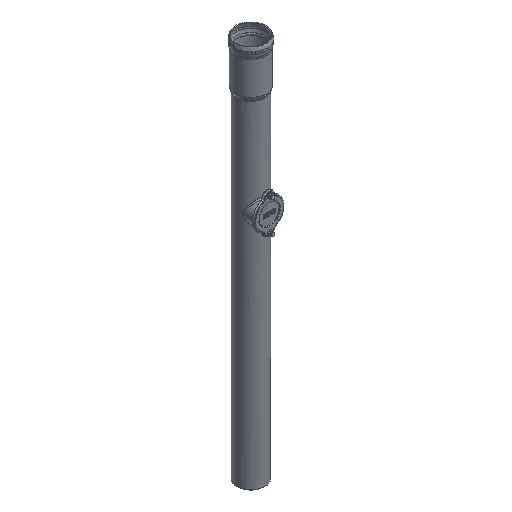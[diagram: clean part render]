
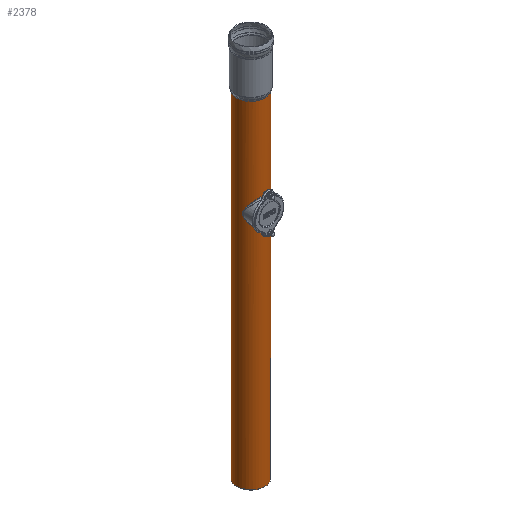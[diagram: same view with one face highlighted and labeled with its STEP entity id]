
A CAD part, isometric view. The second image highlights one B-rep face of the part: STEP entity #2378.
In plain terms, the highlighted cylindrical face has radius 365 mm (diameter 730 mm), a full revolution.
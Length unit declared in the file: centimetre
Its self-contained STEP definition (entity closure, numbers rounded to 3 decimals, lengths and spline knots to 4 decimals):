
#32=FACE_BOUND('',#685,.T.);
#50=B_SPLINE_CURVE_WITH_KNOTS('',3,(#4785,#4786,#4787,#4788,#4789,#4790,
#4791,#4792,#4793,#4794,#4795,#4796,#4797,#4798,#4799,#4800,#4801,#4802,
#4803,#4804,#4805,#4806,#4807,#4808,#4809,#4810,#4811,#4812,#4813,#4814,
#4815,#4816,#4817,#4818,#4819,#4820,#4821,#4822,#4823,#4824,#4825,#4826,
#4827,#4828,#4829,#4830,#4831,#4832,#4833,#4834,#4835,#4836,#4837,#4838),
 .UNSPECIFIED.,.T.,.F.,(4,1,1,1,1,1,1,1,1,1,1,1,1,1,1,1,1,1,1,1,1,1,1,1,
1,1,1,1,1,1,1,1,1,1,1,1,1,1,1,1,1,1,1,1,1,1,1,1,1,1,1,4),(0.,2.0958,
4.1916,8.3832,12.5749,16.7665,20.9581,
25.1497,33.533,39.1218,44.7106,50.2995,
55.8883,61.4771,67.066,72.6548,78.2436,
83.8325,89.4213,95.0101,100.5989,106.1878,
108.9822,111.7766,113.6395,115.5025,117.3654,
119.2284,122.9543,125.7487,128.5431,134.1319,
139.7208,145.3096,150.8984,156.4872,162.0761,
167.6649,173.2537,178.8426,182.5684,190.0202,
193.7461,201.1979,209.5811,213.7728,217.9644,
222.156,226.3476,230.5392,232.6351,234.7309),
 .UNSPECIFIED.);
#166=CYLINDRICAL_SURFACE('',#2607,36.5);
#222=LINE('',#4901,#338);
#338=VECTOR('',#3082,36.5);
#527=FACE_OUTER_BOUND('',#684,.T.);
#684=EDGE_LOOP('',(#1778,#1779,#1780,#1781,#1782));
#685=EDGE_LOOP('',(#1783));
#845=CIRCLE('',#2564,36.5);
#846=CIRCLE('',#2565,36.5);
#878=CIRCLE('',#2608,36.5);
#1017=VERTEX_POINT('',#3716);
#1018=VERTEX_POINT('',#3718);
#1044=VERTEX_POINT('',#4783);
#1046=VERTEX_POINT('',#4899);
#1270=EDGE_CURVE('',#1018,#1017,#845,.T.);
#1271=EDGE_CURVE('',#1017,#1018,#846,.T.);
#1312=EDGE_CURVE('',#1044,#1044,#50,.T.);
#1315=EDGE_CURVE('',#1046,#1046,#878,.T.);
#1316=EDGE_CURVE('',#1046,#1018,#222,.T.);
#1778=ORIENTED_EDGE('',*,*,#1315,.T.);
#1779=ORIENTED_EDGE('',*,*,#1316,.T.);
#1780=ORIENTED_EDGE('',*,*,#1270,.T.);
#1781=ORIENTED_EDGE('',*,*,#1271,.T.);
#1782=ORIENTED_EDGE('',*,*,#1316,.F.);
#1783=ORIENTED_EDGE('',*,*,#1312,.F.);
#2378=ADVANCED_FACE('',(#527,#32),#166,.T.);
#2564=AXIS2_PLACEMENT_3D('',#3719,#2985,#2986);
#2565=AXIS2_PLACEMENT_3D('',#3720,#2987,#2988);
#2607=AXIS2_PLACEMENT_3D('',#4898,#3078,#3079);
#2608=AXIS2_PLACEMENT_3D('',#4900,#3080,#3081);
#2985=DIRECTION('center_axis',(0.,0.,
-1.));
#2986=DIRECTION('ref_axis',(1.,0.,0.));
#2987=DIRECTION('center_axis',(0.,0.,
-1.));
#2988=DIRECTION('ref_axis',(1.,0.,0.));
#3078=DIRECTION('center_axis',(0.,0.,
-1.));
#3079=DIRECTION('ref_axis',(-1.,0.,0.));
#3080=DIRECTION('center_axis',(0.,0.,
1.));
#3081=DIRECTION('ref_axis',(-1.,0.,0.));
#3082=DIRECTION('',(0.,0.,1.));
#3716=CARTESIAN_POINT('',(449.1008,447.9855,-85.6295));
#3718=CARTESIAN_POINT('',(485.6008,484.4855,-85.6295));
#3719=CARTESIAN_POINT('Origin',(449.1008,484.4855,-85.6295));
#3720=CARTESIAN_POINT('Origin',(449.1008,484.4855,-85.6295));
#4783=CARTESIAN_POINT('',(483.3831,471.9566,-340.3229));
#4785=CARTESIAN_POINT('Ctrl Pts',(483.3831,471.9566,-340.3229));
#4786=CARTESIAN_POINT('Ctrl Pts',(483.3831,471.9566,-339.5508));
#4787=CARTESIAN_POINT('Ctrl Pts',(483.3383,471.8333,-338.0076));
#4788=CARTESIAN_POINT('Ctrl Pts',(483.0782,471.1384,-335.0122));
#4789=CARTESIAN_POINT('Ctrl Pts',(482.4791,469.6596,-331.5379));
#4790=CARTESIAN_POINT('Ctrl Pts',(481.416,467.4478,-327.735));
#4791=CARTESIAN_POINT('Ctrl Pts',(480.0394,465.0478,-324.1913));
#4792=CARTESIAN_POINT('Ctrl Pts',(478.3577,462.59,-320.8613));
#4793=CARTESIAN_POINT('Ctrl Pts',(475.7009,459.3319,-316.6784));
#4794=CARTESIAN_POINT('Ctrl Pts',(472.1285,455.9564,-312.5663));
#4795=CARTESIAN_POINT('Ctrl Pts',(467.4073,452.7755,-308.7912));
#4796=CARTESIAN_POINT('Ctrl Pts',(462.7599,450.4989,-306.13));
#4797=CARTESIAN_POINT('Ctrl Pts',(457.5673,448.8357,-304.2027));
#4798=CARTESIAN_POINT('Ctrl Pts',(451.9724,447.9486,-303.1804));
#4799=CARTESIAN_POINT('Ctrl Pts',(446.2266,447.9489,-303.1806));
#4800=CARTESIAN_POINT('Ctrl Pts',(440.6317,448.8362,-304.2035));
#4801=CARTESIAN_POINT('Ctrl Pts',(435.4394,450.5,-306.131));
#4802=CARTESIAN_POINT('Ctrl Pts',(430.793,452.7761,-308.7924));
#4803=CARTESIAN_POINT('Ctrl Pts',(426.7449,455.5043,-312.0288));
#4804=CARTESIAN_POINT('Ctrl Pts',(423.2997,458.54,-315.7128));
#4805=CARTESIAN_POINT('Ctrl Pts',(420.4304,461.7689,-319.7731));
#4806=CARTESIAN_POINT('Ctrl Pts',(418.1224,465.0551,-324.1668));
#4807=CARTESIAN_POINT('Ctrl Pts',(416.6506,467.7113,-328.1344));
#4808=CARTESIAN_POINT('Ctrl Pts',(415.7542,469.6206,-331.5701));
#4809=CARTESIAN_POINT('Ctrl Pts',(415.2952,470.7111,-334.0036));
#4810=CARTESIAN_POINT('Ctrl Pts',(415.0088,471.4438,-336.2544));
#4811=CARTESIAN_POINT('Ctrl Pts',(414.8542,471.8584,-338.262));
#4812=CARTESIAN_POINT('Ctrl Pts',(414.8008,472.0054,-340.3195));
#4813=CARTESIAN_POINT('Ctrl Pts',(414.8716,471.8108,-343.069));
#4814=CARTESIAN_POINT('Ctrl Pts',(415.1798,470.9857,-346.0321));
#4815=CARTESIAN_POINT('Ctrl Pts',(415.7535,469.6221,-349.0714));
#4816=CARTESIAN_POINT('Ctrl Pts',(416.6491,467.7143,-352.5074));
#4817=CARTESIAN_POINT('Ctrl Pts',(418.1215,465.0561,-356.4773));
#4818=CARTESIAN_POINT('Ctrl Pts',(420.432,461.7669,-360.8755));
#4819=CARTESIAN_POINT('Ctrl Pts',(423.2999,458.5399,-364.9329));
#4820=CARTESIAN_POINT('Ctrl Pts',(426.7459,455.5035,-368.618));
#4821=CARTESIAN_POINT('Ctrl Pts',(430.7937,452.7757,-371.8538));
#4822=CARTESIAN_POINT('Ctrl Pts',(435.4406,450.4994,-374.5154));
#4823=CARTESIAN_POINT('Ctrl Pts',(440.6325,448.8361,-376.4424));
#4824=CARTESIAN_POINT('Ctrl Pts',(446.2286,447.9485,-377.4656));
#4825=CARTESIAN_POINT('Ctrl Pts',(451.3337,447.9493,-377.4648));
#4826=CARTESIAN_POINT('Ctrl Pts',(456.9583,448.6869,-376.6142));
#4827=CARTESIAN_POINT('Ctrl Pts',(461.6581,450.0719,-375.0127));
#4828=CARTESIAN_POINT('Ctrl Pts',(466.9228,452.4899,-372.1892));
#4829=CARTESIAN_POINT('Ctrl Pts',(471.7646,455.6111,-368.5002));
#4830=CARTESIAN_POINT('Ctrl Pts',(475.7013,459.3331,-363.9658));
#4831=CARTESIAN_POINT('Ctrl Pts',(478.3575,462.5894,-359.7852));
#4832=CARTESIAN_POINT('Ctrl Pts',(480.0388,465.0471,-356.4554));
#4833=CARTESIAN_POINT('Ctrl Pts',(481.4159,467.4473,-352.9116));
#4834=CARTESIAN_POINT('Ctrl Pts',(482.4789,469.6594,-349.1083));
#4835=CARTESIAN_POINT('Ctrl Pts',(483.0782,471.1384,-345.6338));
#4836=CARTESIAN_POINT('Ctrl Pts',(483.3383,471.8333,-342.6379));
#4837=CARTESIAN_POINT('Ctrl Pts',(483.3831,471.9566,-341.095));
#4838=CARTESIAN_POINT('Ctrl Pts',(483.3831,471.9566,-340.3229));
#4898=CARTESIAN_POINT('Origin',(449.1008,484.4855,-99.2732));
#4899=CARTESIAN_POINT('',(485.6008,484.4855,-960.3229));
#4900=CARTESIAN_POINT('Origin',(449.1008,484.4855,-960.3229));
#4901=CARTESIAN_POINT('',(485.6008,484.4855,-99.2732));
